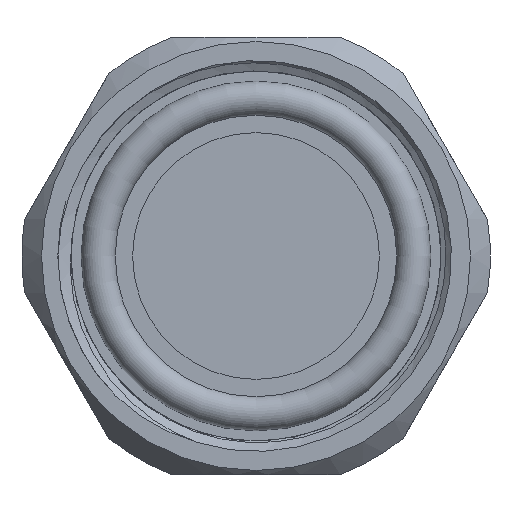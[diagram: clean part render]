
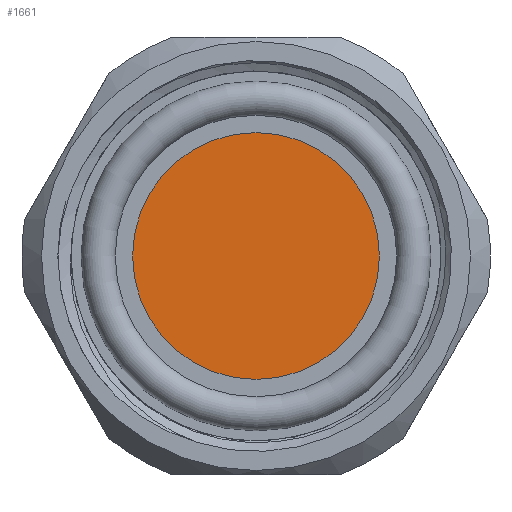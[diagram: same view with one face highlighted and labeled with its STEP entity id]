
A CAD part, left-side view. The second image highlights one B-rep face of the part: STEP entity #1661.
In plain terms, the highlighted planar face has unit normal (-1, 0, 0).
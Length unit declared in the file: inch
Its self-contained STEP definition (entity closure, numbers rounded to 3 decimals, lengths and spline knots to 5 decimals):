
#14 = FACE_OUTER_BOUND ( 'NONE', #1940, .T. ) ;
#141 = EDGE_CURVE ( 'NONE', #1515, #1515, #209, .T. ) ;
#209 = CIRCLE ( 'NONE', #489, 0.35551 ) ;
#340 = DIRECTION ( 'NONE',  ( -1., 0., 0. ) ) ;
#489 = AXIS2_PLACEMENT_3D ( 'NONE', #691, #681, #1721 ) ;
#681 = DIRECTION ( 'NONE',  ( -1., 0., 0. ) ) ;
#691 = CARTESIAN_POINT ( 'NONE',  ( 0.37827, 0., 0. ) ) ;
#1010 = DIRECTION ( 'NONE',  ( 0., 0., 1. ) ) ;
#1012 = CARTESIAN_POINT ( 'NONE',  ( 0.37827, 0., 0.35551 ) ) ;
#1133 = ORIENTED_EDGE ( 'NONE', *, *, #141, .T. ) ;
#1182 = PLANE ( 'NONE',  #1378 ) ;
#1378 = AXIS2_PLACEMENT_3D ( 'NONE', #1864, #340, #1010 ) ;
#1515 = VERTEX_POINT ( 'NONE', #1012 ) ;
#1661 = ADVANCED_FACE ( 'NONE', ( #14 ), #1182, .T. ) ;
#1721 = DIRECTION ( 'NONE',  ( 0., 0., 1. ) ) ;
#1864 = CARTESIAN_POINT ( 'NONE',  ( 0.37827, 0., 0. ) ) ;
#1940 = EDGE_LOOP ( 'NONE', ( #1133 ) ) ;
